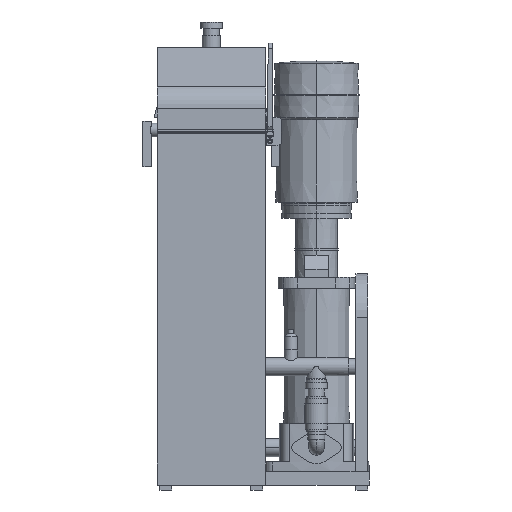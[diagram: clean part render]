
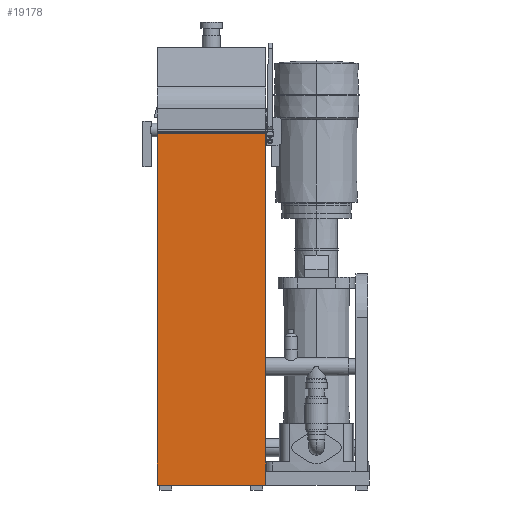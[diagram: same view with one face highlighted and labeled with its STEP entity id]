
A CAD part, front view. The second image highlights one B-rep face of the part: STEP entity #19178.
In plain terms, the highlighted planar face has unit normal (0, -1, 0).
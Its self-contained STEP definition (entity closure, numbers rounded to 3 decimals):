
#35 = PLANE ( 'NONE',  #3796 ) ;
#93 = VERTEX_POINT ( 'NONE', #3809 ) ;
#1517 = CARTESIAN_POINT ( 'NONE',  ( 113.5, -224.3, 746.194 ) ) ;
#1898 = FACE_OUTER_BOUND ( 'NONE', #14953, .T. ) ;
#2012 = DIRECTION ( 'NONE',  ( 0., -1., 0. ) ) ;
#3130 = VECTOR ( 'NONE', #11207, 1000. ) ;
#3524 = LINE ( 'NONE', #18235, #14228 ) ;
#3796 = AXIS2_PLACEMENT_3D ( 'NONE', #9366, #2012, #16846 ) ;
#3809 = CARTESIAN_POINT ( 'NONE',  ( -113.5, -224.3, 10.354 ) ) ;
#7228 = VECTOR ( 'NONE', #13936, 1000. ) ;
#9366 = CARTESIAN_POINT ( 'NONE',  ( 0., -224.3, 746.194 ) ) ;
#10908 = LINE ( 'NONE', #19780, #22403 ) ;
#10983 = DIRECTION ( 'NONE',  ( 0., 0., -1. ) ) ;
#11207 = DIRECTION ( 'NONE',  ( -1., 0., 0. ) ) ;
#12886 = CARTESIAN_POINT ( 'NONE',  ( -113.5, -224.3, 746.194 ) ) ;
#13896 = EDGE_CURVE ( 'NONE', #22217, #93, #23127, .T. ) ;
#13936 = DIRECTION ( 'NONE',  ( -1., 0., 0. ) ) ;
#14228 = VECTOR ( 'NONE', #10983, 1000. ) ;
#14234 = ORIENTED_EDGE ( 'NONE', *, *, #15493, .F. ) ;
#14953 = EDGE_LOOP ( 'NONE', ( #20252, #14234, #21332, #19900 ) ) ;
#15493 = EDGE_CURVE ( 'NONE', #17104, #22217, #3524, .T. ) ;
#15899 = VERTEX_POINT ( 'NONE', #12886 ) ;
#16846 = DIRECTION ( 'NONE',  ( 0., 0., -1. ) ) ;
#17104 = VERTEX_POINT ( 'NONE', #1517 ) ;
#17222 = CARTESIAN_POINT ( 'NONE',  ( 113.5, -224.3, 10.354 ) ) ;
#18235 = CARTESIAN_POINT ( 'NONE',  ( 113.5, -224.3, 10.354 ) ) ;
#18384 = DIRECTION ( 'NONE',  ( 0., 0., 1. ) ) ;
#18433 = CARTESIAN_POINT ( 'NONE',  ( 0., -224.3, 746.194 ) ) ;
#18524 = EDGE_CURVE ( 'NONE', #93, #15899, #10908, .T. ) ;
#19178 = ADVANCED_FACE ( 'NONE', ( #1898 ), #35, .T. ) ;
#19780 = CARTESIAN_POINT ( 'NONE',  ( -113.5, -224.3, 10.354 ) ) ;
#19900 = ORIENTED_EDGE ( 'NONE', *, *, #18524, .F. ) ;
#20252 = ORIENTED_EDGE ( 'NONE', *, *, #13896, .F. ) ;
#20427 = LINE ( 'NONE', #18433, #3130 ) ;
#21332 = ORIENTED_EDGE ( 'NONE', *, *, #23387, .T. ) ;
#22217 = VERTEX_POINT ( 'NONE', #17222 ) ;
#22403 = VECTOR ( 'NONE', #18384, 1000. ) ;
#23127 = LINE ( 'NONE', #23256, #7228 ) ;
#23256 = CARTESIAN_POINT ( 'NONE',  ( 0., -224.3, 10.354 ) ) ;
#23387 = EDGE_CURVE ( 'NONE', #17104, #15899, #20427, .T. ) ;
